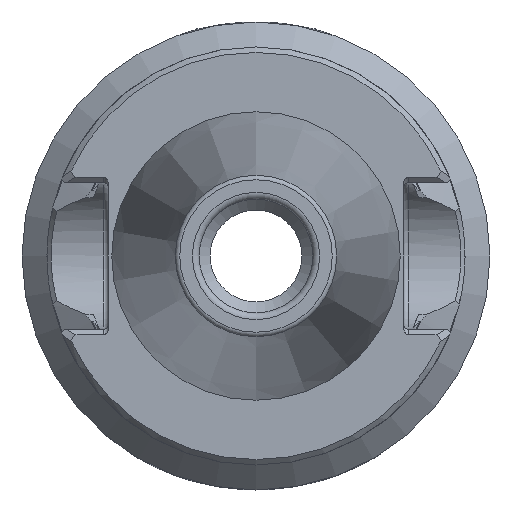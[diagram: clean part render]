
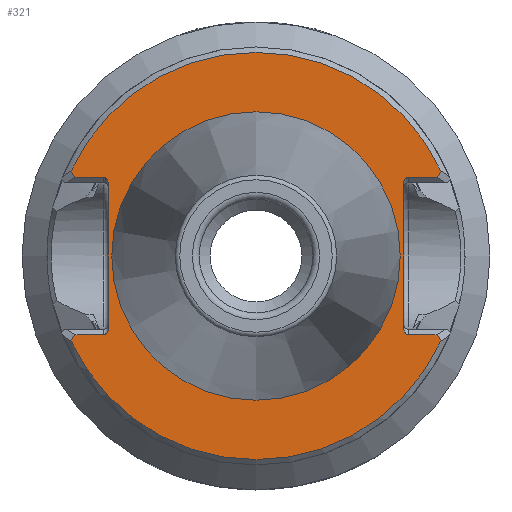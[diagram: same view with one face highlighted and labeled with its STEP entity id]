
A CAD part, left-side view. The second image highlights one B-rep face of the part: STEP entity #321.
In plain terms, the highlighted planar face has unit normal (-1, 0, 0).
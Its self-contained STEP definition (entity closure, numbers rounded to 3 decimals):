
#321 = ADVANCED_FACE( '', ( #674, #675 ), #676, .T. );
#674 = FACE_OUTER_BOUND( '', #1089, .T. );
#675 = FACE_BOUND( '', #1090, .T. );
#676 = PLANE( '', #1091 );
#1089 = EDGE_LOOP( '', ( #1893, #1894, #1895, #1896, #1897, #1898, #1899, #1900, #1901, #1902, #1903, #1904, #1905, #1906, #1907, #1908 ) );
#1090 = EDGE_LOOP( '', ( #1909 ) );
#1091 = AXIS2_PLACEMENT_3D( '', #1910, #1911, #1912 );
#1893 = ORIENTED_EDGE( '', *, *, #2308, .T. );
#1894 = ORIENTED_EDGE( '', *, *, #2264, .T. );
#1895 = ORIENTED_EDGE( '', *, *, #2217, .T. );
#1896 = ORIENTED_EDGE( '', *, *, #2309, .T. );
#1897 = ORIENTED_EDGE( '', *, *, #2122, .T. );
#1898 = ORIENTED_EDGE( '', *, *, #2049, .T. );
#1899 = ORIENTED_EDGE( '', *, *, #2249, .T. );
#1900 = ORIENTED_EDGE( '', *, *, #2076, .T. );
#1901 = ORIENTED_EDGE( '', *, *, #2300, .T. );
#1902 = ORIENTED_EDGE( '', *, *, #2092, .T. );
#1903 = ORIENTED_EDGE( '', *, *, #2009, .T. );
#1904 = ORIENTED_EDGE( '', *, *, #1989, .T. );
#1905 = ORIENTED_EDGE( '', *, *, #2225, .T. );
#1906 = ORIENTED_EDGE( '', *, *, #2246, .T. );
#1907 = ORIENTED_EDGE( '', *, *, #2241, .T. );
#1908 = ORIENTED_EDGE( '', *, *, #2297, .T. );
#1909 = ORIENTED_EDGE( '', *, *, #2210, .F. );
#1910 = CARTESIAN_POINT( '', ( 2., 0., 15.861 ) );
#1911 = DIRECTION( '', ( -1., 0., 0. ) );
#1912 = DIRECTION( '', ( 0., 0., 1. ) );
#1989 = EDGE_CURVE( '', #2329, #2330, #2331, .F. );
#2009 = EDGE_CURVE( '', #2365, #2329, #2366, .T. );
#2049 = EDGE_CURVE( '', #2433, #2431, #2434, .F. );
#2076 = EDGE_CURVE( '', #2480, #2478, #2481, .T. );
#2092 = EDGE_CURVE( '', #2507, #2365, #2508, .T. );
#2122 = EDGE_CURVE( '', #2556, #2433, #2557, .T. );
#2210 = EDGE_CURVE( '', #2677, #2677, #2678, .T. );
#2217 = EDGE_CURVE( '', #2688, #2689, #2690, .T. );
#2225 = EDGE_CURVE( '', #2330, #2700, #2701, .T. );
#2241 = EDGE_CURVE( '', #2721, #2719, #2722, .T. );
#2246 = EDGE_CURVE( '', #2700, #2721, #2727, .F. );
#2249 = EDGE_CURVE( '', #2431, #2480, #2730, .T. );
#2264 = EDGE_CURVE( '', #2749, #2688, #2750, .T. );
#2297 = EDGE_CURVE( '', #2719, #2788, #2790, .T. );
#2300 = EDGE_CURVE( '', #2478, #2507, #2793, .T. );
#2308 = EDGE_CURVE( '', #2788, #2749, #2802, .T. );
#2309 = EDGE_CURVE( '', #2689, #2556, #2803, .F. );
#2329 = VERTEX_POINT( '', #2829 );
#2330 = VERTEX_POINT( '', #2830 );
#2331 = ELLIPSE( '', #2831, 0.707, 0.5 );
#2365 = VERTEX_POINT( '', #2886 );
#2366 = LINE( '', #2887, #2888 );
#2431 = VERTEX_POINT( '', #3083 );
#2433 = VERTEX_POINT( '', #3086 );
#2434 = ELLIPSE( '', #3087, 0.707, 0.5 );
#2478 = VERTEX_POINT( '', #3162 );
#2480 = VERTEX_POINT( '', #3170 );
#2481 = B_SPLINE_CURVE_WITH_KNOTS( '', 1, ( #3171, #3172 ), .UNSPECIFIED., .F., .F., ( 2, 2 ), ( 0., 0.821 ), .UNSPECIFIED. );
#2507 = VERTEX_POINT( '', #3229 );
#2508 = B_SPLINE_CURVE_WITH_KNOTS( '', 1, ( #3230, #3231 ), .UNSPECIFIED., .F., .F., ( 2, 2 ), ( 0.179, 1. ), .UNSPECIFIED. );
#2556 = VERTEX_POINT( '', #3321 );
#2557 = LINE( '', #3322, #3323 );
#2677 = VERTEX_POINT( '', #3549 );
#2678 = CIRCLE( '', #3550, 15.861 );
#2688 = VERTEX_POINT( '', #3606 );
#2689 = VERTEX_POINT( '', #3607 );
#2690 = LINE( '', #3608, #3609 );
#2700 = VERTEX_POINT( '', #3622 );
#2701 = LINE( '', #3623, #3624 );
#2719 = VERTEX_POINT( '', #3699 );
#2721 = VERTEX_POINT( '', #3702 );
#2722 = LINE( '', #3703, #3704 );
#2727 = ELLIPSE( '', #3713, 0.707, 0.5 );
#2730 = LINE( '', #3717, #3718 );
#2749 = VERTEX_POINT( '', #3825 );
#2750 = B_SPLINE_CURVE_WITH_KNOTS( '', 1, ( #3826, #3827 ), .UNSPECIFIED., .F., .F., ( 2, 2 ), ( 0.179, 1. ), .UNSPECIFIED. );
#2788 = VERTEX_POINT( '', #3914 );
#2790 = B_SPLINE_CURVE_WITH_KNOTS( '', 1, ( #3922, #3923 ), .UNSPECIFIED., .F., .F., ( 2, 2 ), ( 0., 0.821 ), .UNSPECIFIED. );
#2793 = CIRCLE( '', #3926, 22.4 );
#2802 = CIRCLE( '', #3935, 22.4 );
#2803 = ELLIPSE( '', #3936, 0.707, 0.5 );
#2829 = CARTESIAN_POINT( '', ( 2., -16.75, -8.65 ) );
#2830 = CARTESIAN_POINT( '', ( 2., -16.25, -7.943 ) );
#2831 = AXIS2_PLACEMENT_3D( '', #3948, #3949, #3950 );
#2886 = CARTESIAN_POINT( '', ( 2., -19.923, -8.65 ) );
#2887 = CARTESIAN_POINT( '', ( 2., -16.25, -8.65 ) );
#2888 = VECTOR( '', #3972, 1000. );
#3083 = CARTESIAN_POINT( '', ( 2., 16.75, -8.65 ) );
#3086 = CARTESIAN_POINT( '', ( 2., 16.25, -7.943 ) );
#3087 = AXIS2_PLACEMENT_3D( '', #4024, #4025, #4026 );
#3162 = CARTESIAN_POINT( '', ( 2., 20.361, -9.337 ) );
#3170 = CARTESIAN_POINT( '', ( 2., 19.923, -8.65 ) );
#3171 = CARTESIAN_POINT( '', ( 2., 19.923, -8.65 ) );
#3172 = CARTESIAN_POINT( '', ( 2., 20.361, -9.337 ) );
#3229 = CARTESIAN_POINT( '', ( 2., -20.361, -9.337 ) );
#3230 = CARTESIAN_POINT( '', ( 2., -20.361, -9.337 ) );
#3231 = CARTESIAN_POINT( '', ( 2., -19.923, -8.65 ) );
#3321 = CARTESIAN_POINT( '', ( 2., 16.25, 7.943 ) );
#3322 = CARTESIAN_POINT( '', ( 2., 16.25, 15.861 ) );
#3323 = VECTOR( '', #4097, 1000. );
#3549 = CARTESIAN_POINT( '', ( 2., 0., 15.861 ) );
#3550 = AXIS2_PLACEMENT_3D( '', #4201, #4202, #4203 );
#3606 = CARTESIAN_POINT( '', ( 2., 19.923, 8.65 ) );
#3607 = CARTESIAN_POINT( '', ( 2., 16.75, 8.65 ) );
#3608 = CARTESIAN_POINT( '', ( 2., 16.25, 8.65 ) );
#3609 = VECTOR( '', #4210, 1000. );
#3622 = CARTESIAN_POINT( '', ( 2., -16.25, 7.943 ) );
#3623 = CARTESIAN_POINT( '', ( 2., -16.25, 15.861 ) );
#3624 = VECTOR( '', #4216, 1000. );
#3699 = CARTESIAN_POINT( '', ( 2., -19.923, 8.65 ) );
#3702 = CARTESIAN_POINT( '', ( 2., -16.75, 8.65 ) );
#3703 = CARTESIAN_POINT( '', ( 2., -21.064, 8.65 ) );
#3704 = VECTOR( '', #4224, 1000. );
#3713 = AXIS2_PLACEMENT_3D( '', #4226, #4227, #4228 );
#3717 = CARTESIAN_POINT( '', ( 2., 21.064, -8.65 ) );
#3718 = VECTOR( '', #4230, 1000. );
#3825 = CARTESIAN_POINT( '', ( 2., 20.361, 9.337 ) );
#3826 = CARTESIAN_POINT( '', ( 2., 20.361, 9.337 ) );
#3827 = CARTESIAN_POINT( '', ( 2., 19.923, 8.65 ) );
#3914 = CARTESIAN_POINT( '', ( 2., -20.361, 9.337 ) );
#3922 = CARTESIAN_POINT( '', ( 2., -19.923, 8.65 ) );
#3923 = CARTESIAN_POINT( '', ( 2., -20.361, 9.337 ) );
#3926 = AXIS2_PLACEMENT_3D( '', #4259, #4260, #4261 );
#3935 = AXIS2_PLACEMENT_3D( '', #4271, #4272, #4273 );
#3936 = AXIS2_PLACEMENT_3D( '', #4274, #4275, #4276 );
#3948 = CARTESIAN_POINT( '', ( 2., -16.75, -7.943 ) );
#3949 = DIRECTION( '', ( -1., 0., 0. ) );
#3950 = DIRECTION( '', ( 0., 0., -1. ) );
#3972 = DIRECTION( '', ( 0., 1., 0. ) );
#4024 = CARTESIAN_POINT( '', ( 2., 16.75, -7.943 ) );
#4025 = DIRECTION( '', ( -1., 0., 0. ) );
#4026 = DIRECTION( '', ( 0., 0., 1. ) );
#4097 = DIRECTION( '', ( 0., 0., -1. ) );
#4201 = CARTESIAN_POINT( '', ( 2., 0., 0. ) );
#4202 = DIRECTION( '', ( -1., 0., 0. ) );
#4203 = DIRECTION( '', ( 0., 0., 1. ) );
#4210 = DIRECTION( '', ( 0., -1., 0. ) );
#4216 = DIRECTION( '', ( 0., 0., 1. ) );
#4224 = DIRECTION( '', ( 0., -1., 0. ) );
#4226 = CARTESIAN_POINT( '', ( 2., -16.75, 7.943 ) );
#4227 = DIRECTION( '', ( -1., 0., 0. ) );
#4228 = DIRECTION( '', ( 0., 0., -1. ) );
#4230 = DIRECTION( '', ( 0., 1., 0. ) );
#4259 = CARTESIAN_POINT( '', ( 2., 0., 0. ) );
#4260 = DIRECTION( '', ( -1., 0., 0. ) );
#4261 = DIRECTION( '', ( 0., 0., 1. ) );
#4271 = CARTESIAN_POINT( '', ( 2., 0., 0. ) );
#4272 = DIRECTION( '', ( -1., 0., 0. ) );
#4273 = DIRECTION( '', ( 0., 0., 1. ) );
#4274 = CARTESIAN_POINT( '', ( 2., 16.75, 7.943 ) );
#4275 = DIRECTION( '', ( -1., 0., 0. ) );
#4276 = DIRECTION( '', ( 0., 0., 1. ) );
